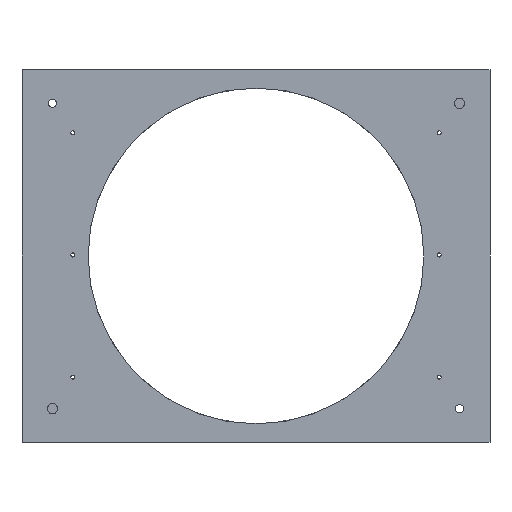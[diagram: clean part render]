
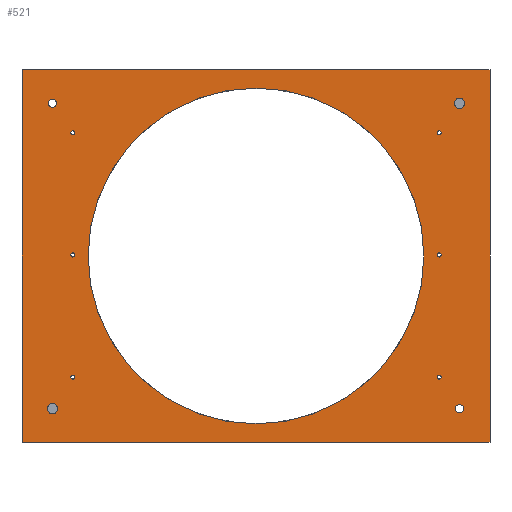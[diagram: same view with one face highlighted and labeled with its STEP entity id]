
A CAD part, front view. The second image highlights one B-rep face of the part: STEP entity #521.
In plain terms, the highlighted planar face has unit normal (0, -1, 0).
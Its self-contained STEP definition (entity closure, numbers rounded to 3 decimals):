
#27=FACE_BOUND('',#109,.T.);
#28=FACE_BOUND('',#110,.T.);
#29=FACE_BOUND('',#111,.T.);
#30=FACE_BOUND('',#112,.T.);
#31=FACE_BOUND('',#113,.T.);
#32=FACE_BOUND('',#114,.T.);
#33=FACE_BOUND('',#115,.T.);
#34=FACE_BOUND('',#116,.T.);
#35=FACE_BOUND('',#117,.T.);
#36=FACE_BOUND('',#118,.T.);
#37=FACE_BOUND('',#119,.T.);
#48=PLANE('',#588);
#74=FACE_OUTER_BOUND('',#108,.T.);
#108=EDGE_LOOP('',(#450,#451,#452,#453));
#109=EDGE_LOOP('',(#454));
#110=EDGE_LOOP('',(#455));
#111=EDGE_LOOP('',(#456));
#112=EDGE_LOOP('',(#457));
#113=EDGE_LOOP('',(#458));
#114=EDGE_LOOP('',(#459));
#115=EDGE_LOOP('',(#460));
#116=EDGE_LOOP('',(#461));
#117=EDGE_LOOP('',(#462));
#118=EDGE_LOOP('',(#463));
#119=EDGE_LOOP('',(#464));
#159=LINE('',#876,#202);
#160=LINE('',#878,#203);
#161=LINE('',#880,#204);
#162=LINE('',#881,#205);
#202=VECTOR('',#729,10.);
#203=VECTOR('',#730,10.);
#204=VECTOR('',#731,10.);
#205=VECTOR('',#732,10.);
#211=CIRCLE('',#543,1.);
#213=CIRCLE('',#546,2.);
#215=CIRCLE('',#549,2.);
#217=CIRCLE('',#552,2.5);
#219=CIRCLE('',#556,2.5);
#221=CIRCLE('',#560,1.);
#223=CIRCLE('',#563,1.);
#225=CIRCLE('',#566,82.5);
#231=CIRCLE('',#573,1.);
#233=CIRCLE('',#576,1.);
#235=CIRCLE('',#579,1.);
#237=VERTEX_POINT('',#752);
#239=VERTEX_POINT('',#758);
#241=VERTEX_POINT('',#764);
#243=VERTEX_POINT('',#770);
#245=VERTEX_POINT('',#777);
#247=VERTEX_POINT('',#784);
#249=VERTEX_POINT('',#790);
#253=VERTEX_POINT('',#799);
#261=VERTEX_POINT('',#818);
#263=VERTEX_POINT('',#824);
#265=VERTEX_POINT('',#830);
#278=VERTEX_POINT('',#874);
#279=VERTEX_POINT('',#875);
#280=VERTEX_POINT('',#877);
#281=VERTEX_POINT('',#879);
#284=EDGE_CURVE('',#237,#237,#211,.T.);
#287=EDGE_CURVE('',#239,#239,#213,.T.);
#290=EDGE_CURVE('',#241,#241,#215,.T.);
#293=EDGE_CURVE('',#243,#243,#217,.T.);
#296=EDGE_CURVE('',#245,#245,#219,.T.);
#299=EDGE_CURVE('',#247,#247,#221,.T.);
#302=EDGE_CURVE('',#249,#249,#223,.T.);
#306=EDGE_CURVE('',#253,#253,#225,.T.);
#316=EDGE_CURVE('',#261,#261,#231,.T.);
#319=EDGE_CURVE('',#263,#263,#233,.T.);
#322=EDGE_CURVE('',#265,#265,#235,.T.);
#343=EDGE_CURVE('',#278,#279,#159,.T.);
#344=EDGE_CURVE('',#279,#280,#160,.T.);
#345=EDGE_CURVE('',#280,#281,#161,.T.);
#346=EDGE_CURVE('',#281,#278,#162,.T.);
#450=ORIENTED_EDGE('',*,*,#343,.T.);
#451=ORIENTED_EDGE('',*,*,#344,.T.);
#452=ORIENTED_EDGE('',*,*,#345,.T.);
#453=ORIENTED_EDGE('',*,*,#346,.T.);
#454=ORIENTED_EDGE('',*,*,#284,.T.);
#455=ORIENTED_EDGE('',*,*,#287,.T.);
#456=ORIENTED_EDGE('',*,*,#290,.T.);
#457=ORIENTED_EDGE('',*,*,#293,.T.);
#458=ORIENTED_EDGE('',*,*,#322,.T.);
#459=ORIENTED_EDGE('',*,*,#296,.T.);
#460=ORIENTED_EDGE('',*,*,#319,.T.);
#461=ORIENTED_EDGE('',*,*,#316,.T.);
#462=ORIENTED_EDGE('',*,*,#306,.T.);
#463=ORIENTED_EDGE('',*,*,#302,.T.);
#464=ORIENTED_EDGE('',*,*,#299,.T.);
#521=ADVANCED_FACE('',(#74,#27,#28,#29,#30,#31,#32,#33,#34,#35,#36,#37),
#48,.T.);
#543=AXIS2_PLACEMENT_3D('',#754,#603,#604);
#546=AXIS2_PLACEMENT_3D('',#760,#610,#611);
#549=AXIS2_PLACEMENT_3D('',#766,#617,#618);
#552=AXIS2_PLACEMENT_3D('',#772,#624,#625);
#556=AXIS2_PLACEMENT_3D('',#779,#633,#634);
#560=AXIS2_PLACEMENT_3D('',#786,#642,#643);
#563=AXIS2_PLACEMENT_3D('',#792,#649,#650);
#566=AXIS2_PLACEMENT_3D('',#801,#657,#658);
#573=AXIS2_PLACEMENT_3D('',#820,#675,#676);
#576=AXIS2_PLACEMENT_3D('',#826,#682,#683);
#579=AXIS2_PLACEMENT_3D('',#832,#689,#690);
#588=AXIS2_PLACEMENT_3D('',#873,#727,#728);
#603=DIRECTION('center_axis',(0.,1.,0.));
#604=DIRECTION('ref_axis',(1.,0.,0.));
#610=DIRECTION('center_axis',(0.,1.,0.));
#611=DIRECTION('ref_axis',(1.,0.,0.));
#617=DIRECTION('center_axis',(0.,1.,0.));
#618=DIRECTION('ref_axis',(1.,0.,0.));
#624=DIRECTION('center_axis',(0.,1.,0.));
#625=DIRECTION('ref_axis',(-1.,0.,0.));
#633=DIRECTION('center_axis',(0.,1.,0.));
#634=DIRECTION('ref_axis',(-1.,0.,0.));
#642=DIRECTION('center_axis',(0.,1.,0.));
#643=DIRECTION('ref_axis',(-1.,0.,0.));
#649=DIRECTION('center_axis',(0.,1.,0.));
#650=DIRECTION('ref_axis',(-1.,0.,0.));
#657=DIRECTION('center_axis',(0.,1.,0.));
#658=DIRECTION('ref_axis',(-1.,0.,0.));
#675=DIRECTION('center_axis',(0.,1.,0.));
#676=DIRECTION('ref_axis',(-1.,0.,0.));
#682=DIRECTION('center_axis',(0.,1.,0.));
#683=DIRECTION('ref_axis',(-1.,0.,0.));
#689=DIRECTION('center_axis',(0.,1.,0.));
#690=DIRECTION('ref_axis',(-1.,0.,0.));
#727=DIRECTION('center_axis',(0.,-1.,0.));
#728=DIRECTION('ref_axis',(0.,0.,-1.));
#729=DIRECTION('',(1.,0.,0.));
#730=DIRECTION('',(0.,0.,1.));
#731=DIRECTION('',(-1.,0.,0.));
#732=DIRECTION('',(0.,0.,-1.));
#752=CARTESIAN_POINT('',(-373.694,-41.,-43.899));
#754=CARTESIAN_POINT('Origin',(-372.694,-41.,-43.899));
#758=CARTESIAN_POINT('',(-384.721,-41.,90.669));
#760=CARTESIAN_POINT('Origin',(-382.721,-41.,90.669));
#764=CARTESIAN_POINT('',(-184.694,-41.,-59.399));
#766=CARTESIAN_POINT('Origin',(-182.694,-41.,-59.399));
#770=CARTESIAN_POINT('',(-385.194,-41.,-59.399));
#772=CARTESIAN_POINT('Origin',(-382.694,-41.,-59.399));
#777=CARTESIAN_POINT('',(-185.194,-41.,90.601));
#779=CARTESIAN_POINT('Origin',(-182.694,-41.,90.601));
#784=CARTESIAN_POINT('',(-371.694,-41.,16.101));
#786=CARTESIAN_POINT('Origin',(-372.694,-41.,16.101));
#790=CARTESIAN_POINT('',(-191.694,-41.,-43.899));
#792=CARTESIAN_POINT('Origin',(-192.694,-41.,-43.899));
#799=CARTESIAN_POINT('',(-200.194,-41.,15.601));
#801=CARTESIAN_POINT('Origin',(-282.694,-41.,15.601));
#818=CARTESIAN_POINT('',(-191.694,-41.,16.101));
#820=CARTESIAN_POINT('Origin',(-192.694,-41.,16.101));
#824=CARTESIAN_POINT('',(-371.694,-41.,76.101));
#826=CARTESIAN_POINT('Origin',(-372.694,-41.,76.101));
#830=CARTESIAN_POINT('',(-191.694,-41.,76.101));
#832=CARTESIAN_POINT('Origin',(-192.694,-41.,76.101));
#873=CARTESIAN_POINT('Origin',(-282.694,-41.,15.601));
#874=CARTESIAN_POINT('',(-397.694,-41.,-75.899));
#875=CARTESIAN_POINT('',(-167.694,-41.,-75.899));
#876=CARTESIAN_POINT('',(-167.694,-41.,-75.899));
#877=CARTESIAN_POINT('',(-167.694,-41.,107.101));
#878=CARTESIAN_POINT('',(-167.694,-41.,107.101));
#879=CARTESIAN_POINT('',(-397.694,-41.,107.101));
#880=CARTESIAN_POINT('',(-397.694,-41.,107.101));
#881=CARTESIAN_POINT('',(-397.694,-41.,-75.899));
